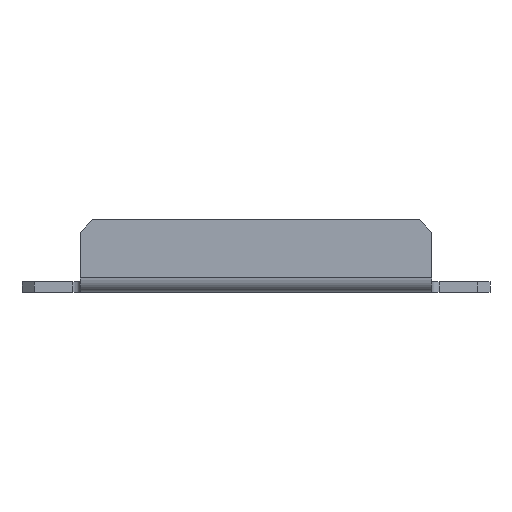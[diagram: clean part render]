
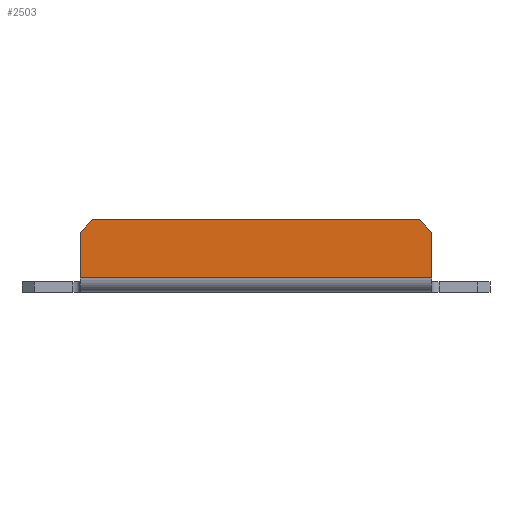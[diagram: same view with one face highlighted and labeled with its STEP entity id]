
A CAD part, front view. The second image highlights one B-rep face of the part: STEP entity #2503.
In plain terms, the highlighted planar face has unit normal (0, -1, 0).
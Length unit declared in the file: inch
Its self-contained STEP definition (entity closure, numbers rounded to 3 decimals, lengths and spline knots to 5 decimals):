
#83 = ORIENTED_EDGE ( 'NONE', *, *, #2352, .T. ) ;
#170 = ORIENTED_EDGE ( 'NONE', *, *, #2354, .T. ) ;
#206 = ORIENTED_EDGE ( 'NONE', *, *, #2322, .F. ) ;
#357 = ORIENTED_EDGE ( 'NONE', *, *, #2353, .T. ) ;
#396 = ORIENTED_EDGE ( 'NONE', *, *, #2358, .T. ) ;
#407 = VECTOR ( 'NONE', #1713, 39.37008 ) ;
#413 = LINE ( 'NONE', #1715, #407 ) ;
#485 = ORIENTED_EDGE ( 'NONE', *, *, #2360, .T. ) ;
#568 = VERTEX_POINT ( 'NONE', #1335 ) ;
#591 = VERTEX_POINT ( 'NONE', #1328 ) ;
#658 = VERTEX_POINT ( 'NONE', #1712 ) ;
#697 = EDGE_LOOP ( 'NONE', ( #170, #396, #357, #206, #83, #485 ) ) ;
#740 = VERTEX_POINT ( 'NONE', #1563 ) ;
#750 = VERTEX_POINT ( 'NONE', #1549 ) ;
#761 = VERTEX_POINT ( 'NONE', #1520 ) ;
#892 = DIRECTION ( 'NONE',  ( 0., 1., 0. ) ) ;
#899 = DIRECTION ( 'NONE',  ( 0., 0., 1. ) ) ;
#908 = PLANE ( 'NONE',  #2600 ) ;
#909 = CARTESIAN_POINT ( 'NONE',  ( 2.125, -1., 0.125 ) ) ;
#1328 = CARTESIAN_POINT ( 'NONE',  ( -2.125, -1., 0.173 ) ) ;
#1335 = CARTESIAN_POINT ( 'NONE',  ( 2.125, -1., 0.173 ) ) ;
#1520 = CARTESIAN_POINT ( 'NONE',  ( -1.975, -1., 0.875 ) ) ;
#1549 = CARTESIAN_POINT ( 'NONE',  ( 1.975, -1., 0.875 ) ) ;
#1563 = CARTESIAN_POINT ( 'NONE',  ( 2.125, -1., 0.725 ) ) ;
#1605 = DIRECTION ( 'NONE',  ( -0.707, 0., 0.707 ) ) ;
#1620 = DIRECTION ( 'NONE',  ( -0.707, 0., -0.707 ) ) ;
#1630 = DIRECTION ( 'NONE',  ( -1., 0., 0. ) ) ;
#1631 = CARTESIAN_POINT ( 'NONE',  ( 2.125, -1., 0.875 ) ) ;
#1633 = DIRECTION ( 'NONE',  ( 0., 0., -1. ) ) ;
#1634 = DIRECTION ( 'NONE',  ( 0., 0., 1. ) ) ;
#1635 = CARTESIAN_POINT ( 'NONE',  ( 1.975, -1., 0.875 ) ) ;
#1636 = CARTESIAN_POINT ( 'NONE',  ( 2.125, -1., 0.125 ) ) ;
#1639 = CARTESIAN_POINT ( 'NONE',  ( -2.125, -1., 0.725 ) ) ;
#1645 = CARTESIAN_POINT ( 'NONE',  ( -2.125, -1., 0.125 ) ) ;
#1712 = CARTESIAN_POINT ( 'NONE',  ( -2.125, -1., 0.725 ) ) ;
#1713 = DIRECTION ( 'NONE',  ( -1., 0., 0. ) ) ;
#1715 = CARTESIAN_POINT ( 'NONE',  ( -2.125, -1., 0.173 ) ) ;
#1812 = VECTOR ( 'NONE', #1620, 39.37008 ) ;
#1818 = VECTOR ( 'NONE', #1634, 39.37008 ) ;
#1823 = LINE ( 'NONE', #1636, #1818 ) ;
#1839 = VECTOR ( 'NONE', #1630, 39.37008 ) ;
#1856 = VECTOR ( 'NONE', #1633, 39.37008 ) ;
#1889 = VECTOR ( 'NONE', #1605, 39.37008 ) ;
#1902 = LINE ( 'NONE', #1631, #1839 ) ;
#1956 = LINE ( 'NONE', #1639, #1812 ) ;
#1985 = LINE ( 'NONE', #1635, #1889 ) ;
#2009 = LINE ( 'NONE', #1645, #1856 ) ;
#2116 = FACE_OUTER_BOUND ( 'NONE', #697, .T. ) ;
#2322 = EDGE_CURVE ( 'NONE', #568, #591, #413, .T. ) ;
#2352 = EDGE_CURVE ( 'NONE', #568, #740, #1823, .T. ) ;
#2353 = EDGE_CURVE ( 'NONE', #658, #591, #2009, .T. ) ;
#2354 = EDGE_CURVE ( 'NONE', #750, #761, #1902, .T. ) ;
#2358 = EDGE_CURVE ( 'NONE', #761, #658, #1956, .T. ) ;
#2360 = EDGE_CURVE ( 'NONE', #740, #750, #1985, .T. ) ;
#2503 = ADVANCED_FACE ( 'NONE', ( #2116 ), #908, .F. ) ;
#2600 = AXIS2_PLACEMENT_3D ( 'NONE', #909, #892, #899 ) ;
